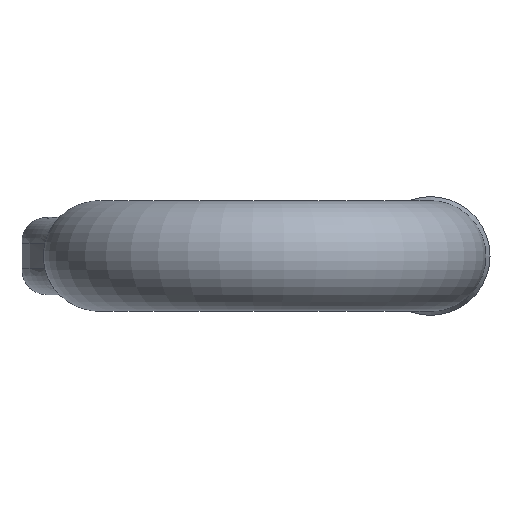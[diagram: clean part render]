
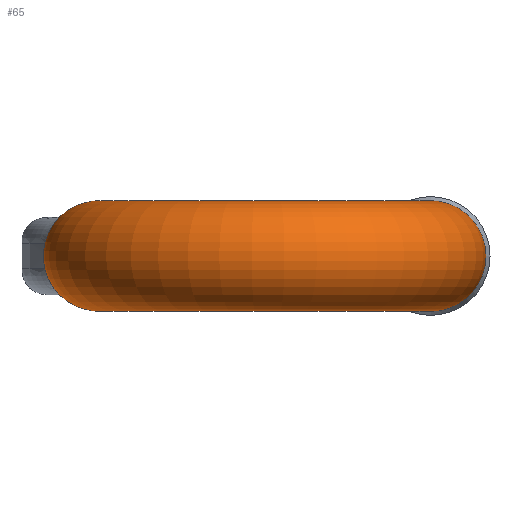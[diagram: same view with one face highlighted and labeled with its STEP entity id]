
A CAD part, front view. The second image highlights one B-rep face of the part: STEP entity #65.
In plain terms, the highlighted toroidal (fillet/blend) face has major radius 15 mm and minor radius 5 mm.
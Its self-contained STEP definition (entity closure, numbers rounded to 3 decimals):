
#43=TOROIDAL_SURFACE('',#514,15.,5.);
#50=FACE_BOUND('',#128,.T.);
#51=FACE_BOUND('',#129,.T.);
#65=ADVANCED_FACE('',(#50,#51),#43,.T.);
#128=EDGE_LOOP('',(#249));
#129=EDGE_LOOP('',(#250,#251,#252,#253,#254,#255,#256,#257,#258,#259));
#157=CIRCLE('',#505,5.);
#158=CIRCLE('',#507,5.);
#161=CIRCLE('',#513,5.);
#249=ORIENTED_EDGE('',*,*,#437,.F.);
#250=ORIENTED_EDGE('',*,*,#438,.T.);
#251=ORIENTED_EDGE('',*,*,#439,.T.);
#252=ORIENTED_EDGE('',*,*,#417,.T.);
#253=ORIENTED_EDGE('',*,*,#440,.T.);
#254=ORIENTED_EDGE('',*,*,#441,.T.);
#255=ORIENTED_EDGE('',*,*,#442,.T.);
#256=ORIENTED_EDGE('',*,*,#443,.T.);
#257=ORIENTED_EDGE('',*,*,#407,.T.);
#258=ORIENTED_EDGE('',*,*,#444,.T.);
#259=ORIENTED_EDGE('',*,*,#445,.T.);
#357=VERTEX_POINT('',#722);
#358=VERTEX_POINT('',#724);
#367=VERTEX_POINT('',#787);
#368=VERTEX_POINT('',#789);
#385=VERTEX_POINT('',#905);
#386=VERTEX_POINT('',#910);
#387=VERTEX_POINT('',#911);
#388=VERTEX_POINT('',#932);
#389=VERTEX_POINT('',#937);
#390=VERTEX_POINT('',#942);
#391=VERTEX_POINT('',#963);
#407=EDGE_CURVE('',#358,#357,#157,.T.);
#417=EDGE_CURVE('',#368,#367,#158,.T.);
#437=EDGE_CURVE('',#385,#385,#161,.T.);
#438=EDGE_CURVE('',#386,#387,#494,.T.);
#439=EDGE_CURVE('',#387,#368,#495,.T.);
#440=EDGE_CURVE('',#367,#388,#496,.T.);
#441=EDGE_CURVE('',#388,#389,#497,.T.);
#442=EDGE_CURVE('',#389,#390,#498,.T.);
#443=EDGE_CURVE('',#390,#358,#499,.T.);
#444=EDGE_CURVE('',#357,#391,#500,.T.);
#445=EDGE_CURVE('',#391,#386,#501,.T.);
#494=B_SPLINE_CURVE_WITH_KNOTS('',3,(#906,#907,#908,#909),.UNSPECIFIED.,
.F.,.F.,(4,4),(0.,1.),.UNSPECIFIED.);
#495=B_SPLINE_CURVE_WITH_KNOTS('',3,(#912,#913,#914,#915,#916,#917,#918,
#919,#920,#921),.UNSPECIFIED.,.F.,.F.,(4,3,3,4),(0.,0.419,0.76,
1.),.UNSPECIFIED.);
#496=B_SPLINE_CURVE_WITH_KNOTS('',3,(#922,#923,#924,#925,#926,#927,#928,
#929,#930,#931),.UNSPECIFIED.,.F.,.F.,(4,3,3,4),(0.,0.337,0.671,
1.),.UNSPECIFIED.);
#497=B_SPLINE_CURVE_WITH_KNOTS('',3,(#933,#934,#935,#936),.UNSPECIFIED.,
.F.,.F.,(4,4),(0.,1.),.UNSPECIFIED.);
#498=B_SPLINE_CURVE_WITH_KNOTS('',3,(#938,#939,#940,#941),.UNSPECIFIED.,
.F.,.F.,(4,4),(0.,1.),.UNSPECIFIED.);
#499=B_SPLINE_CURVE_WITH_KNOTS('',3,(#943,#944,#945,#946,#947,#948,#949,
#950,#951,#952),.UNSPECIFIED.,.F.,.F.,(4,3,3,4),(0.,0.415,0.766,
1.),.UNSPECIFIED.);
#500=B_SPLINE_CURVE_WITH_KNOTS('',3,(#953,#954,#955,#956,#957,#958,#959,
#960,#961,#962),.UNSPECIFIED.,.F.,.F.,(4,3,3,4),(0.,0.348,0.694,
1.),.UNSPECIFIED.);
#501=B_SPLINE_CURVE_WITH_KNOTS('',3,(#964,#965,#966,#967),.UNSPECIFIED.,
.F.,.F.,(4,4),(0.,1.),.UNSPECIFIED.);
#505=AXIS2_PLACEMENT_3D('',#723,#557,#558);
#507=AXIS2_PLACEMENT_3D('',#788,#563,#564);
#513=AXIS2_PLACEMENT_3D('',#904,#578,#579);
#514=AXIS2_PLACEMENT_3D('',#968,#580,#581);
#557=DIRECTION('',(0.,-1.,0.));
#558=DIRECTION('',(0.,0.,1.));
#563=DIRECTION('',(0.,-1.,0.));
#564=DIRECTION('',(0.,0.,1.));
#578=DIRECTION('',(0.,1.,0.));
#579=DIRECTION('',(0.,0.,1.));
#580=DIRECTION('',(0.,0.,-1.));
#581=DIRECTION('',(-1.,0.,0.));
#722=CARTESIAN_POINT('',(-11.43,-12.,3.501));
#723=CARTESIAN_POINT('',(-15.,-12.,0.));
#724=CARTESIAN_POINT('',(-11.43,-12.,-3.501));
#787=CARTESIAN_POINT('',(-18.57,-12.,-3.501));
#788=CARTESIAN_POINT('',(-15.,-12.,0.));
#789=CARTESIAN_POINT('',(-18.57,-12.,3.501));
#904=CARTESIAN_POINT('',(15.,-12.,0.));
#905=CARTESIAN_POINT('',(15.,-12.,5.));
#906=CARTESIAN_POINT('',(-14.898,-13.75,5.));
#907=CARTESIAN_POINT('',(-16.261,-13.75,5.));
#908=CARTESIAN_POINT('',(-17.511,-13.2,4.45));
#909=CARTESIAN_POINT('',(-18.352,-12.455,3.705));
#910=CARTESIAN_POINT('',(-14.898,-13.75,5.));
#911=CARTESIAN_POINT('',(-18.352,-12.455,3.705));
#912=CARTESIAN_POINT('',(-18.352,-12.455,3.705));
#913=CARTESIAN_POINT('',(-18.401,-12.412,3.662));
#914=CARTESIAN_POINT('',(-18.445,-12.359,3.621));
#915=CARTESIAN_POINT('',(-18.481,-12.298,3.587));
#916=CARTESIAN_POINT('',(-18.51,-12.249,3.56));
#917=CARTESIAN_POINT('',(-18.534,-12.192,3.537));
#918=CARTESIAN_POINT('',(-18.549,-12.132,3.521));
#919=CARTESIAN_POINT('',(-18.56,-12.09,3.511));
#920=CARTESIAN_POINT('',(-18.567,-12.045,3.504));
#921=CARTESIAN_POINT('',(-18.57,-12.,3.501));
#922=CARTESIAN_POINT('',(-18.57,-12.,-3.501));
#923=CARTESIAN_POINT('',(-18.566,-12.063,-3.505));
#924=CARTESIAN_POINT('',(-18.554,-12.125,-3.517));
#925=CARTESIAN_POINT('',(-18.534,-12.182,-3.536));
#926=CARTESIAN_POINT('',(-18.515,-12.238,-3.555));
#927=CARTESIAN_POINT('',(-18.488,-12.29,-3.58));
#928=CARTESIAN_POINT('',(-18.457,-12.336,-3.61));
#929=CARTESIAN_POINT('',(-18.426,-12.381,-3.638));
#930=CARTESIAN_POINT('',(-18.39,-12.421,-3.671));
#931=CARTESIAN_POINT('',(-18.352,-12.455,-3.705));
#932=CARTESIAN_POINT('',(-18.352,-12.455,-3.705));
#933=CARTESIAN_POINT('',(-18.352,-12.455,-3.705));
#934=CARTESIAN_POINT('',(-17.512,-13.199,-4.449));
#935=CARTESIAN_POINT('',(-16.26,-13.75,-5.));
#936=CARTESIAN_POINT('',(-14.898,-13.75,-5.));
#937=CARTESIAN_POINT('',(-14.898,-13.75,-5.));
#938=CARTESIAN_POINT('',(-14.898,-13.75,-5.));
#939=CARTESIAN_POINT('',(-13.588,-13.75,-5.));
#940=CARTESIAN_POINT('',(-12.413,-13.186,-4.436));
#941=CARTESIAN_POINT('',(-11.634,-12.455,-3.705));
#942=CARTESIAN_POINT('',(-11.634,-12.455,-3.705));
#943=CARTESIAN_POINT('',(-11.634,-12.455,-3.705));
#944=CARTESIAN_POINT('',(-11.588,-12.412,-3.662));
#945=CARTESIAN_POINT('',(-11.546,-12.359,-3.621));
#946=CARTESIAN_POINT('',(-11.513,-12.299,-3.587));
#947=CARTESIAN_POINT('',(-11.485,-12.247,-3.559));
#948=CARTESIAN_POINT('',(-11.463,-12.189,-3.536));
#949=CARTESIAN_POINT('',(-11.449,-12.128,-3.52));
#950=CARTESIAN_POINT('',(-11.439,-12.086,-3.51));
#951=CARTESIAN_POINT('',(-11.433,-12.043,-3.504));
#952=CARTESIAN_POINT('',(-11.43,-12.,-3.501));
#953=CARTESIAN_POINT('',(-11.43,-12.,3.501));
#954=CARTESIAN_POINT('',(-11.434,-12.064,3.505));
#955=CARTESIAN_POINT('',(-11.446,-12.128,3.518));
#956=CARTESIAN_POINT('',(-11.465,-12.186,3.537));
#957=CARTESIAN_POINT('',(-11.484,-12.244,3.557));
#958=CARTESIAN_POINT('',(-11.51,-12.297,3.584));
#959=CARTESIAN_POINT('',(-11.541,-12.344,3.615));
#960=CARTESIAN_POINT('',(-11.568,-12.386,3.642));
#961=CARTESIAN_POINT('',(-11.599,-12.423,3.673));
#962=CARTESIAN_POINT('',(-11.634,-12.455,3.705));
#963=CARTESIAN_POINT('',(-11.634,-12.455,3.705));
#964=CARTESIAN_POINT('',(-11.634,-12.455,3.705));
#965=CARTESIAN_POINT('',(-12.413,-13.186,4.436));
#966=CARTESIAN_POINT('',(-13.588,-13.75,5.));
#967=CARTESIAN_POINT('',(-14.898,-13.75,5.));
#968=CARTESIAN_POINT('',(0.,-12.,0.));
